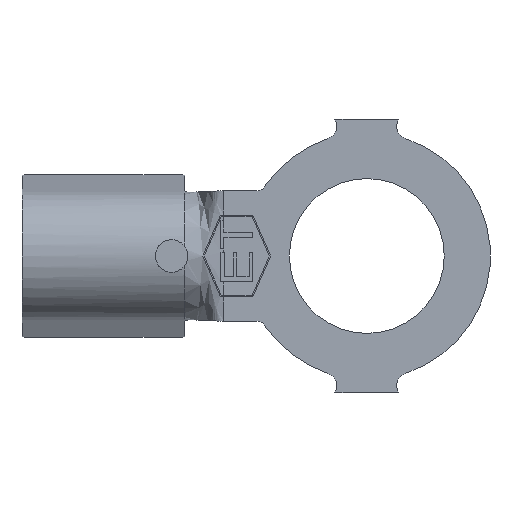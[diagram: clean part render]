
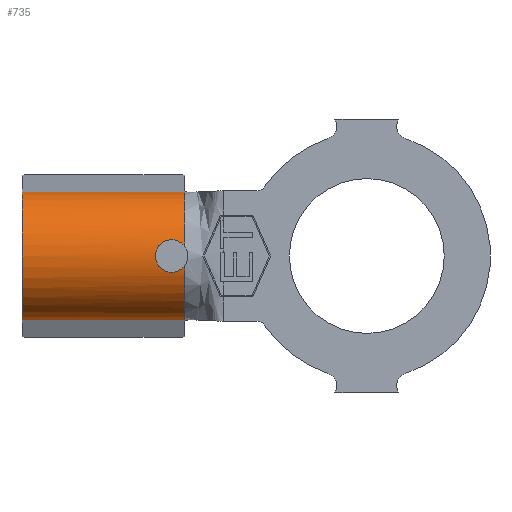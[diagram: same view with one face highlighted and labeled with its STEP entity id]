
A CAD part, front view. The second image highlights one B-rep face of the part: STEP entity #735.
In plain terms, the highlighted cylindrical face has radius 1.27 mm (diameter 2.54 mm), a partial arc.
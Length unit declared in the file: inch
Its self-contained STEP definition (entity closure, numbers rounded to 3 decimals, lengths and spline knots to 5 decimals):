
#145 = CARTESIAN_POINT ( 'NONE',  ( -0.14, 0.05, 0. ) ) ;
#155 = ORIENTED_EDGE ( 'NONE', *, *, #2936, .F. ) ;
#280 = B_SPLINE_CURVE_WITH_KNOTS ( 'NONE', 3,
 ( #3576, #1313, #3904, #1956, #4226, #2282, #331, #2613, #659, #2950 ),
 .UNSPECIFIED., .F., .F.,
 ( 4, 2, 2, 2, 4 ),
 ( 0.00029, 0.00054, 0.00079, 0.00104, 0.00129 ),
 .UNSPECIFIED. ) ;
#285 = AXIS2_PLACEMENT_3D ( 'NONE', #860, #521, #3135 ) ;
#317 = CARTESIAN_POINT ( 'NONE',  ( -0.15, 0.00159, -0.0125 ) ) ;
#331 = CARTESIAN_POINT ( 'NONE',  ( -0.16115, 0.00037, -0.00653 ) ) ;
#374 = VERTEX_POINT ( 'NONE', #4220 ) ;
#432 = EDGE_CURVE ( 'NONE', #1695, #2273, #3471, .T. ) ;
#449 = CYLINDRICAL_SURFACE ( 'NONE', #285, 0.05 ) ;
#493 = DIRECTION ( 'NONE',  ( 0., 0., -1. ) ) ;
#494 = EDGE_CURVE ( 'NONE', #3577, #1695, #4066, .T. ) ;
#521 = DIRECTION ( 'NONE',  ( 1., 0., 0. ) ) ;
#526 = DIRECTION ( 'NONE',  ( 1., 0., 0. ) ) ;
#579 = CARTESIAN_POINT ( 'NONE',  ( -0.265, 0.04042, -0.04907 ) ) ;
#659 = CARTESIAN_POINT ( 'NONE',  ( -0.15329, 0.00159, -0.0125 ) ) ;
#720 = CIRCLE ( 'NONE', #1884, 0.05 ) ;
#735 = ADVANCED_FACE ( 'NONE', ( #2193 ), #449, .T. ) ;
#768 = CARTESIAN_POINT ( 'NONE',  ( -0.14612, 0.00159, 0.0125 ) ) ;
#860 = CARTESIAN_POINT ( 'NONE',  ( -0.265, 0.05, 0. ) ) ;
#980 = CARTESIAN_POINT ( 'NONE',  ( -0.14233, 0.00104, -0.01061 ) ) ;
#1101 = DIRECTION ( 'NONE',  ( 1., 0., 0. ) ) ;
#1147 = VECTOR ( 'NONE', #1590, 39.37008 ) ;
#1174 = CARTESIAN_POINT ( 'NONE',  ( -0.265, 0.04042, 0.04907 ) ) ;
#1245 = ORIENTED_EDGE ( 'NONE', *, *, #494, .F. ) ;
#1313 = CARTESIAN_POINT ( 'NONE',  ( -0.15328, 0.00159, 0.0125 ) ) ;
#1334 = VERTEX_POINT ( 'NONE', #2295 ) ;
#1477 = DIRECTION ( 'NONE',  ( 1., 0., 0. ) ) ;
#1560 = VERTEX_POINT ( 'NONE', #2423 ) ;
#1590 = DIRECTION ( 'NONE',  ( 1., 0., 0. ) ) ;
#1609 = EDGE_LOOP ( 'NONE', ( #3472, #1245, #2201, #1901, #1994, #4190, #2569, #155 ) ) ;
#1635 = AXIS2_PLACEMENT_3D ( 'NONE', #3059, #1101, #3369 ) ;
#1664 = CARTESIAN_POINT ( 'NONE',  ( -0.14, 0.00057, -0.0075 ) ) ;
#1695 = VERTEX_POINT ( 'NONE', #3196 ) ;
#1863 = CARTESIAN_POINT ( 'NONE',  ( -0.15, 0.00159, 0.0125 ) ) ;
#1884 = AXIS2_PLACEMENT_3D ( 'NONE', #3420, #1477, #3752 ) ;
#1895 = VECTOR ( 'NONE', #526, 39.37008 ) ;
#1901 = ORIENTED_EDGE ( 'NONE', *, *, #3803, .T. ) ;
#1956 = CARTESIAN_POINT ( 'NONE',  ( -0.16115, 0.00037, 0.00652 ) ) ;
#1994 = ORIENTED_EDGE ( 'NONE', *, *, #3153, .T. ) ;
#2193 = FACE_OUTER_BOUND ( 'NONE', #1609, .T. ) ;
#2201 = ORIENTED_EDGE ( 'NONE', *, *, #4219, .F. ) ;
#2273 = VERTEX_POINT ( 'NONE', #1863 ) ;
#2274 = CARTESIAN_POINT ( 'NONE',  ( -0.14611, 0.00159, -0.0125 ) ) ;
#2282 = CARTESIAN_POINT ( 'NONE',  ( -0.1625, 0., -0.00327 ) ) ;
#2295 = CARTESIAN_POINT ( 'NONE',  ( -0.15, 0.00159, -0.0125 ) ) ;
#2366 = EDGE_CURVE ( 'NONE', #2979, #1560, #2842, .T. ) ;
#2423 = CARTESIAN_POINT ( 'NONE',  ( -0.14, 0.04042, -0.04907 ) ) ;
#2442 = DIRECTION ( 'NONE',  ( 1., 0., 0. ) ) ;
#2569 = ORIENTED_EDGE ( 'NONE', *, *, #2927, .F. ) ;
#2613 = CARTESIAN_POINT ( 'NONE',  ( -0.15653, 0.0012, -0.01115 ) ) ;
#2772 = AXIS2_PLACEMENT_3D ( 'NONE', #145, #2442, #493 ) ;
#2842 = CIRCLE ( 'NONE', #1635, 0.05 ) ;
#2927 = EDGE_CURVE ( 'NONE', #1334, #2979, #4248, .T. ) ;
#2936 = EDGE_CURVE ( 'NONE', #2273, #1334, #280, .T. ) ;
#2950 = CARTESIAN_POINT ( 'NONE',  ( -0.15, 0.00159, -0.0125 ) ) ;
#2979 = VERTEX_POINT ( 'NONE', #1664 ) ;
#3059 = CARTESIAN_POINT ( 'NONE',  ( -0.14, 0.05, 0. ) ) ;
#3060 = CARTESIAN_POINT ( 'NONE',  ( -0.14234, 0.00104, 0.01061 ) ) ;
#3084 = VERTEX_POINT ( 'NONE', #579 ) ;
#3135 = DIRECTION ( 'NONE',  ( 0., 0., -1. ) ) ;
#3153 = EDGE_CURVE ( 'NONE', #3084, #1560, #3739, .T. ) ;
#3196 = CARTESIAN_POINT ( 'NONE',  ( -0.14, 0.00057, 0.0075 ) ) ;
#3253 = CARTESIAN_POINT ( 'NONE',  ( -0.14, 0.00057, -0.0075 ) ) ;
#3369 = DIRECTION ( 'NONE',  ( 0., 0., -1. ) ) ;
#3374 = CARTESIAN_POINT ( 'NONE',  ( -0.15, 0.00159, 0.0125 ) ) ;
#3420 = CARTESIAN_POINT ( 'NONE',  ( -0.265, 0.05, 0. ) ) ;
#3471 = B_SPLINE_CURVE_WITH_KNOTS ( 'NONE', 3,
 ( #4011, #3060, #768, #3374 ),
 .UNSPECIFIED., .F., .F.,
 ( 4, 4 ),
 ( 0., 0.00029 ),
 .UNSPECIFIED. ) ;
#3472 = ORIENTED_EDGE ( 'NONE', *, *, #432, .F. ) ;
#3526 = CARTESIAN_POINT ( 'NONE',  ( -0.265, 0.04042, -0.04907 ) ) ;
#3576 = CARTESIAN_POINT ( 'NONE',  ( -0.15, 0.00159, 0.0125 ) ) ;
#3577 = VERTEX_POINT ( 'NONE', #3898 ) ;
#3617 = LINE ( 'NONE', #1174, #1895 ) ;
#3739 = LINE ( 'NONE', #3526, #1147 ) ;
#3752 = DIRECTION ( 'NONE',  ( 0., 0., -1. ) ) ;
#3803 = EDGE_CURVE ( 'NONE', #374, #3084, #720, .T. ) ;
#3898 = CARTESIAN_POINT ( 'NONE',  ( -0.14, 0.04042, 0.04907 ) ) ;
#3904 = CARTESIAN_POINT ( 'NONE',  ( -0.15653, 0.0012, 0.01115 ) ) ;
#4011 = CARTESIAN_POINT ( 'NONE',  ( -0.14, 0.00057, 0.0075 ) ) ;
#4066 = CIRCLE ( 'NONE', #2772, 0.05 ) ;
#4190 = ORIENTED_EDGE ( 'NONE', *, *, #2366, .F. ) ;
#4219 = EDGE_CURVE ( 'NONE', #374, #3577, #3617, .T. ) ;
#4220 = CARTESIAN_POINT ( 'NONE',  ( -0.265, 0.04042, 0.04907 ) ) ;
#4226 = CARTESIAN_POINT ( 'NONE',  ( -0.1625, 0., 0.00327 ) ) ;
#4248 = B_SPLINE_CURVE_WITH_KNOTS ( 'NONE', 3,
 ( #317, #2274, #980, #3253 ),
 .UNSPECIFIED., .F., .F.,
 ( 4, 4 ),
 ( 0.00129, 0.00159 ),
 .UNSPECIFIED. ) ;
